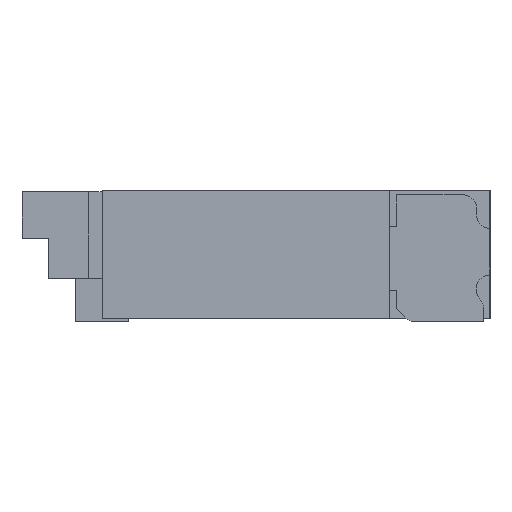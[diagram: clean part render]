
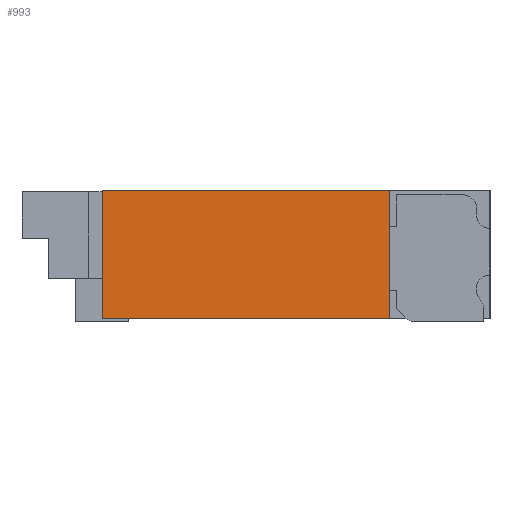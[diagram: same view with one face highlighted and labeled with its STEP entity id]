
A CAD part, left-side view. The second image highlights one B-rep face of the part: STEP entity #993.
In plain terms, the highlighted planar face has unit normal (-1, 0, 0).
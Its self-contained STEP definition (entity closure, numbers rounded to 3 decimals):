
#993 = ADVANCED_FACE( '', ( #2169 ), #2170, .T. );
#2169 = FACE_OUTER_BOUND( '', #3622, .T. );
#2170 = PLANE( '', #3623 );
#3622 = EDGE_LOOP( '', ( #6016, #6017, #6018, #6019 ) );
#3623 = AXIS2_PLACEMENT_3D( '', #6020, #6021, #6022 );
#6016 = ORIENTED_EDGE( '', *, *, #10498, .F. );
#6017 = ORIENTED_EDGE( '', *, *, #10168, .T. );
#6018 = ORIENTED_EDGE( '', *, *, #10045, .T. );
#6019 = ORIENTED_EDGE( '', *, *, #10499, .T. );
#6020 = CARTESIAN_POINT( '', ( -5.25, 0., 0. ) );
#6021 = DIRECTION( '', ( -1., 0., 0. ) );
#6022 = DIRECTION( '', ( 0., 0., 1. ) );
#10045 = EDGE_CURVE( '', #12376, #12374, #12377, .T. );
#10168 = EDGE_CURVE( '', #12594, #12376, #12595, .T. );
#10498 = EDGE_CURVE( '', #12594, #13131, #13132, .T. );
#10499 = EDGE_CURVE( '', #12374, #13131, #13133, .T. );
#12374 = VERTEX_POINT( '', #15744 );
#12376 = VERTEX_POINT( '', #15747 );
#12377 = LINE( '', #15748, #15749 );
#12594 = VERTEX_POINT( '', #16080 );
#12595 = LINE( '', #16081, #16082 );
#13131 = VERTEX_POINT( '', #16876 );
#13132 = LINE( '', #16877, #16878 );
#13133 = LINE( '', #16879, #16880 );
#15744 = CARTESIAN_POINT( '', ( -5.25, 1.45, -0.48 ) );
#15747 = CARTESIAN_POINT( '', ( -5.25, 1.45, 0.48 ) );
#15748 = CARTESIAN_POINT( '', ( -5.25, 1.45, 0.48 ) );
#15749 = VECTOR( '', #19636, 1000. );
#16080 = CARTESIAN_POINT( '', ( -5.25, -0.7, 0.48 ) );
#16081 = CARTESIAN_POINT( '', ( -5.25, -1.45, 0.48 ) );
#16082 = VECTOR( '', #19751, 1000. );
#16876 = CARTESIAN_POINT( '', ( -5.25, -0.7, -0.48 ) );
#16877 = CARTESIAN_POINT( '', ( -5.25, -0.7, 0. ) );
#16878 = VECTOR( '', #20034, 1000. );
#16879 = CARTESIAN_POINT( '', ( -5.25, 1.45, -0.48 ) );
#16880 = VECTOR( '', #20035, 1000. );
#19636 = DIRECTION( '', ( 0., 0., -1. ) );
#19751 = DIRECTION( '', ( 0., 1., 0. ) );
#20034 = DIRECTION( '', ( 0., 0., -1. ) );
#20035 = DIRECTION( '', ( 0., -1., 0. ) );
